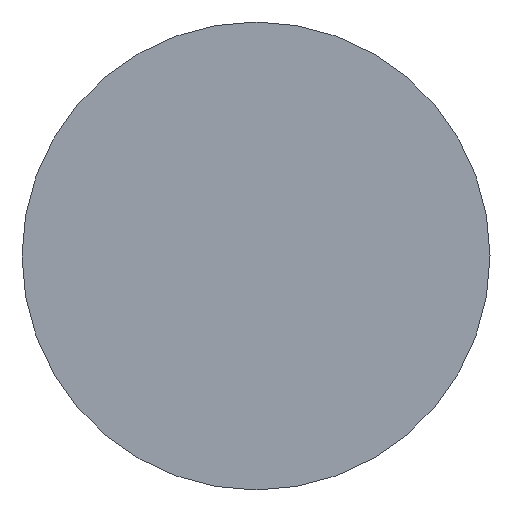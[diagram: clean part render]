
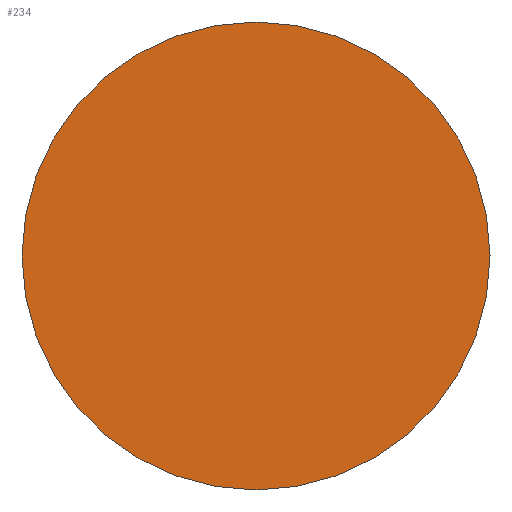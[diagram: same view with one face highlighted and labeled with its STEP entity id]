
A CAD part, front view. The second image highlights one B-rep face of the part: STEP entity #234.
In plain terms, the highlighted planar face has unit normal (0, -1, 0).
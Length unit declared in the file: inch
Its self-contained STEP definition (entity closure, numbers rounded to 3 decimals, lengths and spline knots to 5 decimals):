
#3 = DIRECTION ( 'NONE',  ( 0., -1., 0. ) ) ;
#29 = FACE_OUTER_BOUND ( 'NONE', #444, .T. ) ;
#41 = CARTESIAN_POINT ( 'NONE',  ( 0., 0., 0. ) ) ;
#53 = VERTEX_POINT ( 'NONE', #450 ) ;
#57 = VERTEX_POINT ( 'NONE', #245 ) ;
#64 = AXIS2_PLACEMENT_3D ( 'NONE', #198, #191, #116 ) ;
#76 = CIRCLE ( 'NONE', #113, 0.0625 ) ;
#86 = DIRECTION ( 'NONE',  ( 0., -1., 0. ) ) ;
#95 = DIRECTION ( 'NONE',  ( 0., 0., -1. ) ) ;
#110 = ORIENTED_EDGE ( 'NONE', *, *, #327, .T. ) ;
#113 = AXIS2_PLACEMENT_3D ( 'NONE', #244, #86, #95 ) ;
#116 = DIRECTION ( 'NONE',  ( 0., 0., -1. ) ) ;
#186 = ORIENTED_EDGE ( 'NONE', *, *, #205, .T. ) ;
#191 = DIRECTION ( 'NONE',  ( 0., -1., 0. ) ) ;
#198 = CARTESIAN_POINT ( 'NONE',  ( 0., 0., 0. ) ) ;
#205 = EDGE_CURVE ( 'NONE', #53, #57, #329, .T. ) ;
#234 = ADVANCED_FACE ( 'NONE', ( #29 ), #314, .T. ) ;
#244 = CARTESIAN_POINT ( 'NONE',  ( 0., 0., 0. ) ) ;
#245 = CARTESIAN_POINT ( 'NONE',  ( 0., 0., 0.0625 ) ) ;
#255 = AXIS2_PLACEMENT_3D ( 'NONE', #41, #3, #293 ) ;
#293 = DIRECTION ( 'NONE',  ( 0., 0., -1. ) ) ;
#314 = PLANE ( 'NONE',  #255 ) ;
#327 = EDGE_CURVE ( 'NONE', #57, #53, #76, .T. ) ;
#329 = CIRCLE ( 'NONE', #64, 0.0625 ) ;
#444 = EDGE_LOOP ( 'NONE', ( #186, #110 ) ) ;
#450 = CARTESIAN_POINT ( 'NONE',  ( 0., 0., -0.0625 ) ) ;
